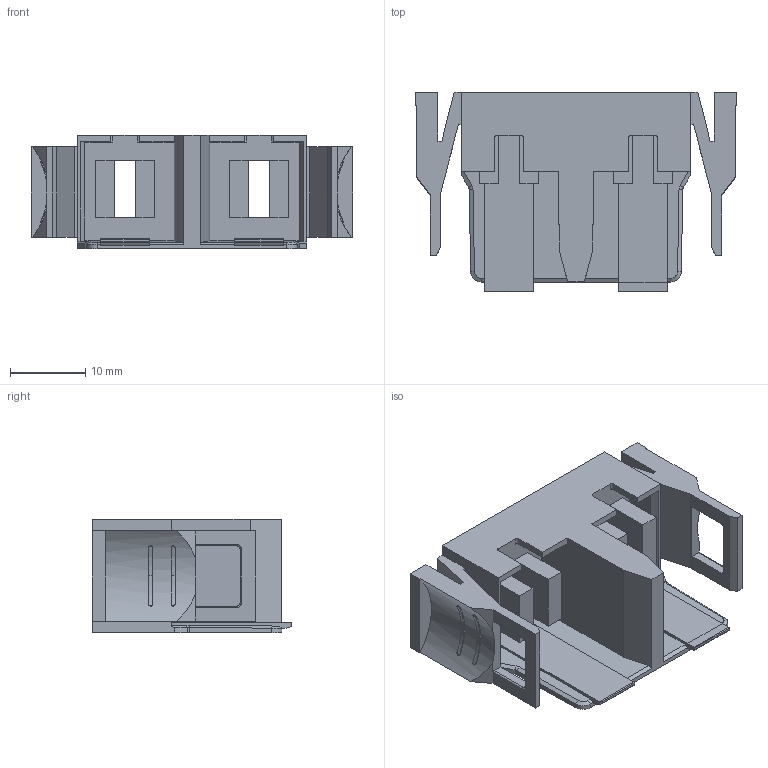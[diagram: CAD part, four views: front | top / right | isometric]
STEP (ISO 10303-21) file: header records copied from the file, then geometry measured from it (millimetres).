
FILE_DESCRIPTION(('CATIA V5 STEP Exchange','CAx-IF Rec.Pracs.--- Model Styling and Organization---1.4--- 2014-01-23'),'2;1');
FILE_NAME ('183160-2_1_2594970000_2594970000.stp','2019-11-05T08:36:33+00:00',('none'),('Weidmueller'),'CATIA Version 5-6 Release 2016 SP3 HF44','CATIA V5 STEP AP214','none');
FILE_SCHEMA(('AUTOMOTIVE_DESIGN { 1 0 10303 214 1 1 1 1 }'));
Length unit declared in the file: millimetre
Products named in the file (1): 2594970000
Bounding box: 42.7 x 26.5 x 15.1 mm (x, y, z)
Volume: 5992 mm3; surface area: 5759.3 mm2
Topology: 1 solids, 1 shells, 185 faces, 527 edges, 346 vertices
Faces by surface type: plane 129, cylinder 48, bspline 4, torus 4
Entity records: 6077 total; most frequent: CARTESIAN_POINT 1351, ORIENTED_EDGE 1054, DIRECTION 736, EDGE_CURVE 527, VECTOR 405, LINE 405, VERTEX_POINT 346, AXIS2_PLACEMENT_3D 199
